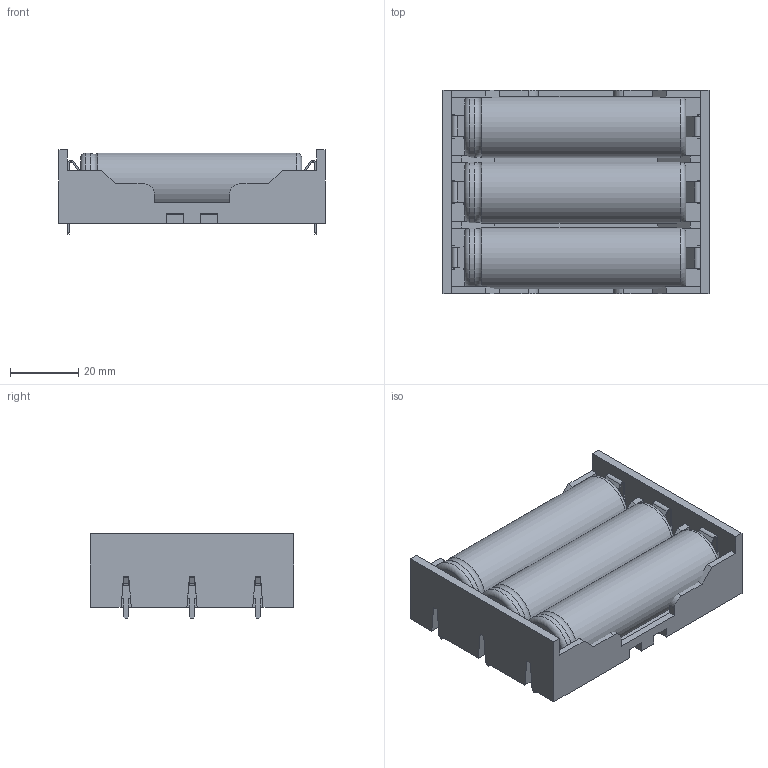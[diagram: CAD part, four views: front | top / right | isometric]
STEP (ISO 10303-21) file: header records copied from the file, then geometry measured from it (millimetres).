
FILE_DESCRIPTION(('FreeCAD Model'),'2;1');
FILE_NAME('Open CASCADE Shape Model','2022-11-10T08:51:13',(''),(''), 'Open CASCADE STEP processor 7.6','FreeCAD','Unknown');
FILE_SCHEMA(('CONFIG_CONTROL_DESIGN','SHAPE_APPEARANCE_LAYER_MIM'));
Length unit declared in the file: millimetre
Products named in the file (4): 3 Battery Holder_001; 18650 Lipo Battery_005; 18650 Lipo Battery_006; 18650 Lipo Battery_007
Bounding box: 77.98 x 59.63 x 24.74 mm (x, y, z)
Volume: 70285.2 mm3; surface area: 49104.3 mm2
Topology: 16 solids, 16 shells, 498 faces, 1368 edges, 903 vertices
Faces by surface type: plane 407, cylinder 79, torus 12
Full cylindrical faces by diameter (mm): 1 x6, 3.2 x6, 6 x6, 7.4 x6, 12 x9, 18 x6
Entity records: 19295 total; most frequent: CARTESIAN_POINT 2770, ORIENTED_EDGE 2736, DIRECTION 2545, EDGE_CURVE 1368, LINE 1189, VECTOR 1189, VERTEX_POINT 903, AXIS2_PLACEMENT_3D 678
